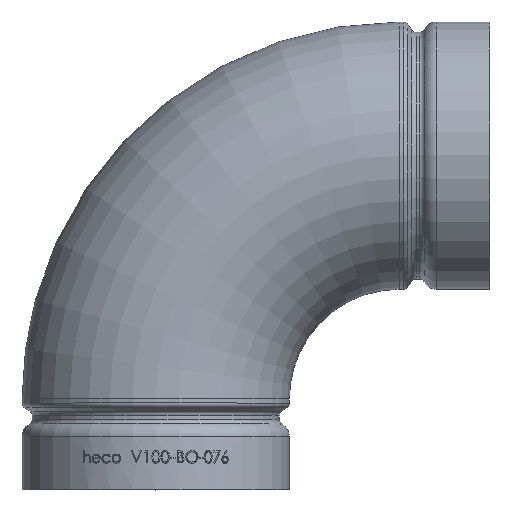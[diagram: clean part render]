
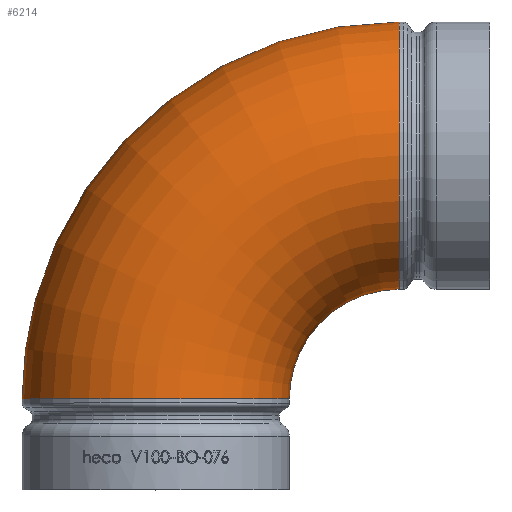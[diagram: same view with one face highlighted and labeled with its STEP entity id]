
A CAD part, top view. The second image highlights one B-rep face of the part: STEP entity #6214.
In plain terms, the highlighted toroidal (fillet/blend) face has major radius 69.362 mm and minor radius 38.1 mm.
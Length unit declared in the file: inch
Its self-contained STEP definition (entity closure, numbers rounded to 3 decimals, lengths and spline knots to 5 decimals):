
#828 = CIRCLE ( 'NONE', #18711, 1.5 ) ;
#2256 = AXIS2_PLACEMENT_3D ( 'NONE', #8934, #8790, #12431 ) ;
#2361 = DIRECTION ( 'NONE',  ( 0., -1., 0. ) ) ;
#3011 = CARTESIAN_POINT ( 'NONE',  ( 2.73078, 0., 0. ) ) ;
#4121 = DIRECTION ( 'NONE',  ( 0., 0., -1. ) ) ;
#4154 = CIRCLE ( 'NONE', #16707, 1.5 ) ;
#4387 = ORIENTED_EDGE ( 'NONE', *, *, #22823, .F. ) ;
#4802 = CARTESIAN_POINT ( 'NONE',  ( 0., -2.73078, -1.5 ) ) ;
#5354 = TOROIDAL_SURFACE ( 'NONE', #2256, 2.73078, 1.5 ) ;
#6214 = ADVANCED_FACE ( 'NONE', ( #14142, #18925 ), #5354, .T. ) ;
#6692 = EDGE_LOOP ( 'NONE', ( #12785 ) ) ;
#7073 = DIRECTION ( 'NONE',  ( 1., 0., 0. ) ) ;
#7538 = EDGE_LOOP ( 'NONE', ( #4387 ) ) ;
#8790 = DIRECTION ( 'NONE',  ( 0., 0., 1. ) ) ;
#8934 = CARTESIAN_POINT ( 'NONE',  ( 2.73078, -2.73078, 0. ) ) ;
#9298 = EDGE_CURVE ( 'NONE', #18342, #18342, #828, .T. ) ;
#12431 = DIRECTION ( 'NONE',  ( 1., 0., 0. ) ) ;
#12785 = ORIENTED_EDGE ( 'NONE', *, *, #9298, .F. ) ;
#14003 = CARTESIAN_POINT ( 'NONE',  ( 2.73078, 0., -1.5 ) ) ;
#14142 = FACE_OUTER_BOUND ( 'NONE', #7538, .T. ) ;
#14929 = VERTEX_POINT ( 'NONE', #4802 ) ;
#15244 = CARTESIAN_POINT ( 'NONE',  ( 0., -2.73078, 0. ) ) ;
#16707 = AXIS2_PLACEMENT_3D ( 'NONE', #15244, #2361, #4121 ) ;
#18342 = VERTEX_POINT ( 'NONE', #14003 ) ;
#18711 = AXIS2_PLACEMENT_3D ( 'NONE', #3011, #7073, #21882 ) ;
#18925 = FACE_OUTER_BOUND ( 'NONE', #6692, .T. ) ;
#21882 = DIRECTION ( 'NONE',  ( 0., 0., -1. ) ) ;
#22823 = EDGE_CURVE ( 'NONE', #14929, #14929, #4154, .T. ) ;
